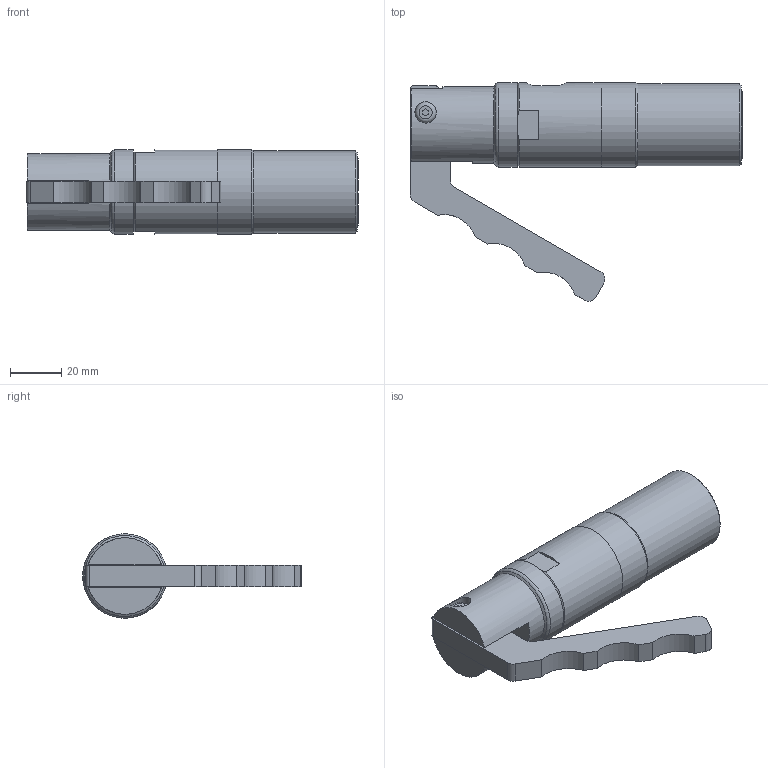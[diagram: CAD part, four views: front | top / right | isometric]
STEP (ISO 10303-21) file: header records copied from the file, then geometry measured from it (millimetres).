
FILE_DESCRIPTION(/* description */ (''),/* implementation_level */ '2;1');
FILE_NAME(/* name */ 'FXL021041.stp',/* time_stamp */ '2016-08-03T15:14:49-05:00',/* author */ ('scottg'),/* organization */ ('FasTest,Inc.'),/* preprocessor_version */ 'ST-DEVELOPER v16.1',/* originating_system */ 'Autodesk Inventor 2016',/* authorisation */ '');
FILE_SCHEMA (('AUTOMOTIVE_DESIGN { 1 0 10303 214 3 1 1 }'));
Length unit declared in the file: inch
Products named in the file (1): FXL021041
Bounding box: 129.06 x 84.94 x 32.77 mm (x, y, z)
Volume: 104184.2 mm3; surface area: 24802.8 mm2
Topology: 2 solids, 8 shells, 165 faces, 430 edges, 283 vertices
Faces by surface type: plane 83, cylinder 36, cone 34, torus 12
Full cylindrical faces by diameter (mm): 4.826 x2, 4.978 x1, 8.153 x1, 8.331 x1, 8.585 x2, 11.125 x1, 17.78 x1, 18.466 x1, 26.772 x1, 26.924 x1, 27.051 x1, 29.718 x1, 31.877 x1, 32.766 x3
Entity records: 5019 total; most frequent: CARTESIAN_POINT 1108, DIRECTION 806, ORIENTED_EDGE 778, EDGE_CURVE 387, AXIS2_PLACEMENT_3D 311, VERTEX_POINT 273, EDGE_LOOP 216, LINE 184
